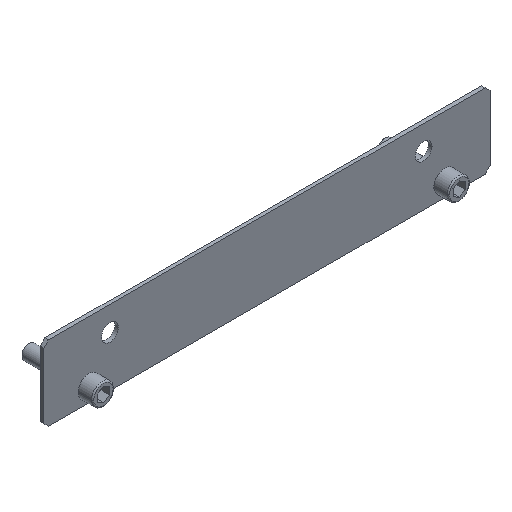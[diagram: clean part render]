
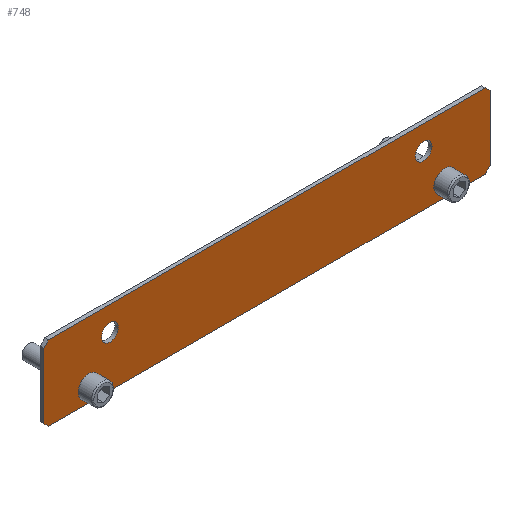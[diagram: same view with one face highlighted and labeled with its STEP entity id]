
A CAD part, isometric view. The second image highlights one B-rep face of the part: STEP entity #748.
In plain terms, the highlighted planar face has unit normal (0, -1, 0).
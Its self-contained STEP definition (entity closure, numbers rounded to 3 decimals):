
#1=CARTESIAN_POINT('',(-130.,0.,-20.));
#2=DIRECTION('',(0.,-1.,0.));
#3=DIRECTION('',(1.,0.,0.));
#4=AXIS2_PLACEMENT_3D('',#1,#2,#3);
#6=CARTESIAN_POINT('',(-130.,0.,-20.));
#7=DIRECTION('',(0.,-1.,0.));
#8=DIRECTION('',(-1.,0.,0.));
#9=AXIS2_PLACEMENT_3D('',#6,#7,#8);
#11=CARTESIAN_POINT('',(130.,0.,-20.));
#12=DIRECTION('',(0.,-1.,0.));
#13=DIRECTION('',(1.,0.,0.));
#14=AXIS2_PLACEMENT_3D('',#11,#12,#13);
#16=CARTESIAN_POINT('',(130.,0.,-20.));
#17=DIRECTION('',(0.,-1.,0.));
#18=DIRECTION('',(-1.,0.,0.));
#19=AXIS2_PLACEMENT_3D('',#16,#17,#18);
#21=DIRECTION('',(-0.707,0.,0.707));
#22=VECTOR('',#21,5.657);
#23=CARTESIAN_POINT('',(185.,0.,-4.));
#24=LINE('',#23,#22);
#25=DIRECTION('',(0.,0.,-1.));
#26=VECTOR('',#25,54.);
#27=CARTESIAN_POINT('',(185.,0.,-4.));
#28=LINE('',#27,#26);
#29=DIRECTION('',(0.707,0.,0.707));
#30=VECTOR('',#29,5.657);
#31=CARTESIAN_POINT('',(181.,0.,-62.));
#32=LINE('',#31,#30);
#33=DIRECTION('',(-1.,0.,0.));
#34=VECTOR('',#33,362.);
#35=CARTESIAN_POINT('',(181.,0.,-62.));
#36=LINE('',#35,#34);
#37=DIRECTION('',(0.707,0.,-0.707));
#38=VECTOR('',#37,5.657);
#39=CARTESIAN_POINT('',(-185.,0.,-58.));
#40=LINE('',#39,#38);
#41=DIRECTION('',(0.,0.,1.));
#42=VECTOR('',#41,54.);
#43=CARTESIAN_POINT('',(-185.,0.,-58.));
#44=LINE('',#43,#42);
#45=DIRECTION('',(-0.707,0.,-0.707));
#46=VECTOR('',#45,5.657);
#47=CARTESIAN_POINT('',(-181.,0.,0.));
#48=LINE('',#47,#46);
#49=DIRECTION('',(1.,0.,0.));
#50=VECTOR('',#49,362.);
#51=CARTESIAN_POINT('',(-181.,0.,0.));
#52=LINE('',#51,#50);
#53=CARTESIAN_POINT('',(147.5,0.,-50.));
#54=DIRECTION('',(0.,-1.,0.));
#55=DIRECTION('',(1.,0.,0.));
#56=AXIS2_PLACEMENT_3D('',#53,#54,#55);
#58=CARTESIAN_POINT('',(147.5,0.,-50.));
#59=DIRECTION('',(0.,-1.,0.));
#60=DIRECTION('',(-1.,0.,0.));
#61=AXIS2_PLACEMENT_3D('',#58,#59,#60);
#63=CARTESIAN_POINT('',(-147.5,0.,-50.));
#64=DIRECTION('',(0.,-1.,0.));
#65=DIRECTION('',(1.,0.,0.));
#66=AXIS2_PLACEMENT_3D('',#63,#64,#65);
#68=CARTESIAN_POINT('',(-147.5,0.,-50.));
#69=DIRECTION('',(0.,-1.,0.));
#70=DIRECTION('',(-1.,0.,0.));
#71=AXIS2_PLACEMENT_3D('',#68,#69,#70);
#541=CARTESIAN_POINT('',(-123.,0.,-20.));
#542=CARTESIAN_POINT('',(-137.,0.,-20.));
#543=VERTEX_POINT('',#541);
#544=VERTEX_POINT('',#542);
#545=CARTESIAN_POINT('',(137.,0.,-20.));
#546=CARTESIAN_POINT('',(123.,0.,-20.));
#547=VERTEX_POINT('',#545);
#548=VERTEX_POINT('',#546);
#565=CARTESIAN_POINT('',(185.,0.,-4.));
#566=CARTESIAN_POINT('',(181.,0.,0.));
#567=VERTEX_POINT('',#565);
#568=VERTEX_POINT('',#566);
#573=CARTESIAN_POINT('',(181.,0.,-62.));
#574=CARTESIAN_POINT('',(185.,0.,-58.));
#575=VERTEX_POINT('',#573);
#576=VERTEX_POINT('',#574);
#581=CARTESIAN_POINT('',(-181.,0.,0.));
#582=CARTESIAN_POINT('',(-185.,0.,-4.));
#583=VERTEX_POINT('',#581);
#584=VERTEX_POINT('',#582);
#589=CARTESIAN_POINT('',(-185.,0.,-58.));
#590=CARTESIAN_POINT('',(-181.,0.,-62.));
#591=VERTEX_POINT('',#589);
#592=VERTEX_POINT('',#590);
#601=CARTESIAN_POINT('',(156.5,0.,-50.));
#602=CARTESIAN_POINT('',(138.5,0.,-50.));
#603=VERTEX_POINT('',#601);
#604=VERTEX_POINT('',#602);
#613=CARTESIAN_POINT('',(-138.5,0.,-50.));
#614=CARTESIAN_POINT('',(-156.5,0.,-50.));
#615=VERTEX_POINT('',#613);
#616=VERTEX_POINT('',#614);
#701=CARTESIAN_POINT('',(0.,0.,0.));
#702=DIRECTION('',(0.,1.,0.));
#703=DIRECTION('',(1.,0.,0.));
#704=AXIS2_PLACEMENT_3D('',#701,#702,#703);
#705=PLANE('',#704);
#707=ORIENTED_EDGE('',*,*,#706,.F.);
#709=ORIENTED_EDGE('',*,*,#708,.T.);
#711=ORIENTED_EDGE('',*,*,#710,.F.);
#713=ORIENTED_EDGE('',*,*,#712,.T.);
#715=ORIENTED_EDGE('',*,*,#714,.F.);
#717=ORIENTED_EDGE('',*,*,#716,.T.);
#719=ORIENTED_EDGE('',*,*,#718,.F.);
#721=ORIENTED_EDGE('',*,*,#720,.T.);
#722=EDGE_LOOP('',(#707,#709,#711,#713,#715,#717,#719,#721));
#723=FACE_OUTER_BOUND('',#722,.F.);
#725=ORIENTED_EDGE('',*,*,#724,.T.);
#727=ORIENTED_EDGE('',*,*,#726,.T.);
#728=EDGE_LOOP('',(#725,#727));
#729=FACE_BOUND('',#728,.F.);
#731=ORIENTED_EDGE('',*,*,#730,.T.);
#733=ORIENTED_EDGE('',*,*,#732,.T.);
#734=EDGE_LOOP('',(#731,#733));
#735=FACE_BOUND('',#734,.F.);
#737=ORIENTED_EDGE('',*,*,#736,.T.);
#739=ORIENTED_EDGE('',*,*,#738,.T.);
#740=EDGE_LOOP('',(#737,#739));
#741=FACE_BOUND('',#740,.F.);
#743=ORIENTED_EDGE('',*,*,#742,.T.);
#745=ORIENTED_EDGE('',*,*,#744,.T.);
#746=EDGE_LOOP('',(#743,#745));
#747=FACE_BOUND('',#746,.F.);
#748=ADVANCED_FACE('',(#723,#729,#735,#741,#747),#705,.F.);
#5=CIRCLE('',#4,7.);
#10=CIRCLE('',#9,7.);
#15=CIRCLE('',#14,7.);
#20=CIRCLE('',#19,7.);
#57=CIRCLE('',#56,9.);
#62=CIRCLE('',#61,9.);
#67=CIRCLE('',#66,9.);
#72=CIRCLE('',#71,9.);
#706=EDGE_CURVE('',#567,#568,#24,.T.);
#708=EDGE_CURVE('',#567,#576,#28,.T.);
#710=EDGE_CURVE('',#575,#576,#32,.T.);
#712=EDGE_CURVE('',#575,#592,#36,.T.);
#714=EDGE_CURVE('',#591,#592,#40,.T.);
#716=EDGE_CURVE('',#591,#584,#44,.T.);
#718=EDGE_CURVE('',#583,#584,#48,.T.);
#720=EDGE_CURVE('',#583,#568,#52,.T.);
#724=EDGE_CURVE('',#547,#548,#15,.T.);
#726=EDGE_CURVE('',#548,#547,#20,.T.);
#730=EDGE_CURVE('',#543,#544,#5,.T.);
#732=EDGE_CURVE('',#544,#543,#10,.T.);
#736=EDGE_CURVE('',#603,#604,#57,.T.);
#738=EDGE_CURVE('',#604,#603,#62,.T.);
#742=EDGE_CURVE('',#615,#616,#67,.T.);
#744=EDGE_CURVE('',#616,#615,#72,.T.);
